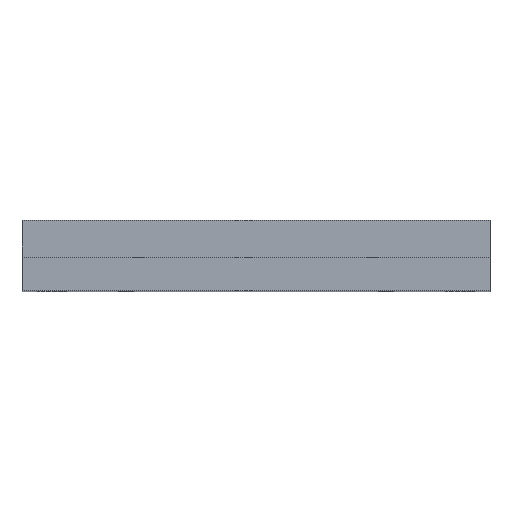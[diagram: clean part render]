
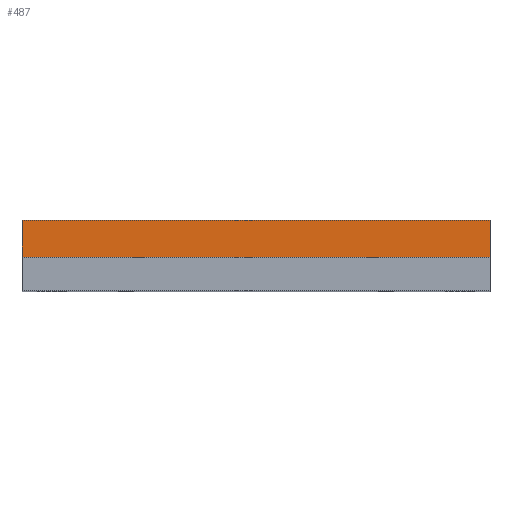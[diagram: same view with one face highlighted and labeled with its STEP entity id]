
A CAD part, top view. The second image highlights one B-rep face of the part: STEP entity #487.
In plain terms, the highlighted planar face has unit normal (0, 0, 1).
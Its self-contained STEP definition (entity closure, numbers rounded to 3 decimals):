
#45 = PLANE('',#46);
#46 = AXIS2_PLACEMENT_3D('',#47,#48,#49);
#47 = CARTESIAN_POINT('',(0.,497.2,
    316.826));
#48 = DIRECTION('',(0.,-1.,0.));
#49 = DIRECTION('',(1.,0.,0.));
#106 = PLANE('',#107);
#107 = AXIS2_PLACEMENT_3D('',#108,#109,#110);
#108 = CARTESIAN_POINT('',(0.,475.2,
    316.826));
#109 = DIRECTION('',(0.,-1.,0.));
#110 = DIRECTION('',(1.,0.,0.));
#487 = ADVANCED_FACE('',(#488),#502,.T.);
#488 = FACE_BOUND('',#489,.T.);
#489 = EDGE_LOOP('',(#490,#525,#548,#576));
#490 = ORIENTED_EDGE('',*,*,#491,.T.);
#491 = EDGE_CURVE('',#492,#494,#496,.T.);
#492 = VERTEX_POINT('',#493);
#493 = CARTESIAN_POINT('',(140.,475.2,
    504.326));
#494 = VERTEX_POINT('',#495);
#495 = CARTESIAN_POINT('',(140.,497.2,
    504.326));
#496 = SURFACE_CURVE('',#497,(#501,#513),.PCURVE_S1.);
#497 = LINE('',#498,#499);
#498 = CARTESIAN_POINT('',(140.,475.2,
    504.326));
#499 = VECTOR('',#500,1.);
#500 = DIRECTION('',(0.,1.,0.));
#501 = PCURVE('',#502,#507);
#502 = PLANE('',#503);
#503 = AXIS2_PLACEMENT_3D('',#504,#505,#506);
#504 = CARTESIAN_POINT('',(0.,497.2,
    504.326));
#505 = DIRECTION('',(0.,0.,1.));
#506 = DIRECTION('',(0.,-1.,0.));
#507 = DEFINITIONAL_REPRESENTATION('',(#508),#512);
#508 = LINE('',#509,#510);
#509 = CARTESIAN_POINT('',(22.,140.));
#510 = VECTOR('',#511,1.);
#511 = DIRECTION('',(-1.,0.));
#512 = ( GEOMETRIC_REPRESENTATION_CONTEXT(2) 
PARAMETRIC_REPRESENTATION_CONTEXT() REPRESENTATION_CONTEXT('2D SPACE',''
  ) );
#513 = PCURVE('',#514,#519);
#514 = PLANE('',#515);
#515 = AXIS2_PLACEMENT_3D('',#516,#517,#518);
#516 = CARTESIAN_POINT('',(140.,475.2,
    429.326));
#517 = DIRECTION('',(-1.,0.,0.));
#518 = DIRECTION('',(0.,0.,-1.));
#519 = DEFINITIONAL_REPRESENTATION('',(#520),#524);
#520 = LINE('',#521,#522);
#521 = CARTESIAN_POINT('',(-75.,0.));
#522 = VECTOR('',#523,1.);
#523 = DIRECTION('',(0.,-1.));
#524 = ( GEOMETRIC_REPRESENTATION_CONTEXT(2) 
PARAMETRIC_REPRESENTATION_CONTEXT() REPRESENTATION_CONTEXT('2D SPACE',''
  ) );
#525 = ORIENTED_EDGE('',*,*,#526,.T.);
#526 = EDGE_CURVE('',#494,#527,#529,.T.);
#527 = VERTEX_POINT('',#528);
#528 = CARTESIAN_POINT('',(-140.,497.2,504.326));
#529 = SURFACE_CURVE('',#530,(#534,#541),.PCURVE_S1.);
#530 = LINE('',#531,#532);
#531 = CARTESIAN_POINT('',(140.,497.2,
    504.326));
#532 = VECTOR('',#533,1.);
#533 = DIRECTION('',(-1.,0.,0.));
#534 = PCURVE('',#502,#535);
#535 = DEFINITIONAL_REPRESENTATION('',(#536),#540);
#536 = LINE('',#537,#538);
#537 = CARTESIAN_POINT('',(0.,140.));
#538 = VECTOR('',#539,1.);
#539 = DIRECTION('',(0.,-1.));
#540 = ( GEOMETRIC_REPRESENTATION_CONTEXT(2) 
PARAMETRIC_REPRESENTATION_CONTEXT() REPRESENTATION_CONTEXT('2D SPACE',''
  ) );
#541 = PCURVE('',#45,#542);
#542 = DEFINITIONAL_REPRESENTATION('',(#543),#547);
#543 = LINE('',#544,#545);
#544 = CARTESIAN_POINT('',(140.,187.5));
#545 = VECTOR('',#546,1.);
#546 = DIRECTION('',(-1.,0.));
#547 = ( GEOMETRIC_REPRESENTATION_CONTEXT(2) 
PARAMETRIC_REPRESENTATION_CONTEXT() REPRESENTATION_CONTEXT('2D SPACE',''
  ) );
#548 = ORIENTED_EDGE('',*,*,#549,.T.);
#549 = EDGE_CURVE('',#527,#550,#552,.T.);
#550 = VERTEX_POINT('',#551);
#551 = CARTESIAN_POINT('',(-140.,475.2,504.326));
#552 = SURFACE_CURVE('',#553,(#557,#564),.PCURVE_S1.);
#553 = LINE('',#554,#555);
#554 = CARTESIAN_POINT('',(-140.,497.2,504.326));
#555 = VECTOR('',#556,1.);
#556 = DIRECTION('',(0.,-1.,0.));
#557 = PCURVE('',#502,#558);
#558 = DEFINITIONAL_REPRESENTATION('',(#559),#563);
#559 = LINE('',#560,#561);
#560 = CARTESIAN_POINT('',(0.,-140.));
#561 = VECTOR('',#562,1.);
#562 = DIRECTION('',(1.,0.));
#563 = ( GEOMETRIC_REPRESENTATION_CONTEXT(2) 
PARAMETRIC_REPRESENTATION_CONTEXT() REPRESENTATION_CONTEXT('2D SPACE',''
  ) );
#564 = PCURVE('',#565,#570);
#565 = PLANE('',#566);
#566 = AXIS2_PLACEMENT_3D('',#567,#568,#569);
#567 = CARTESIAN_POINT('',(-140.,475.2,429.326));
#568 = DIRECTION('',(1.,0.,0.));
#569 = DIRECTION('',(0.,0.,1.));
#570 = DEFINITIONAL_REPRESENTATION('',(#571),#575);
#571 = LINE('',#572,#573);
#572 = CARTESIAN_POINT('',(75.,-22.));
#573 = VECTOR('',#574,1.);
#574 = DIRECTION('',(0.,1.));
#575 = ( GEOMETRIC_REPRESENTATION_CONTEXT(2) 
PARAMETRIC_REPRESENTATION_CONTEXT() REPRESENTATION_CONTEXT('2D SPACE',''
  ) );
#576 = ORIENTED_EDGE('',*,*,#577,.T.);
#577 = EDGE_CURVE('',#550,#492,#578,.T.);
#578 = SURFACE_CURVE('',#579,(#583,#590),.PCURVE_S1.);
#579 = LINE('',#580,#581);
#580 = CARTESIAN_POINT('',(-140.,475.2,504.326));
#581 = VECTOR('',#582,1.);
#582 = DIRECTION('',(1.,0.,0.));
#583 = PCURVE('',#502,#584);
#584 = DEFINITIONAL_REPRESENTATION('',(#585),#589);
#585 = LINE('',#586,#587);
#586 = CARTESIAN_POINT('',(22.,-140.));
#587 = VECTOR('',#588,1.);
#588 = DIRECTION('',(0.,1.));
#589 = ( GEOMETRIC_REPRESENTATION_CONTEXT(2) 
PARAMETRIC_REPRESENTATION_CONTEXT() REPRESENTATION_CONTEXT('2D SPACE',''
  ) );
#590 = PCURVE('',#106,#591);
#591 = DEFINITIONAL_REPRESENTATION('',(#592),#596);
#592 = LINE('',#593,#594);
#593 = CARTESIAN_POINT('',(-140.,187.5));
#594 = VECTOR('',#595,1.);
#595 = DIRECTION('',(1.,0.));
#596 = ( GEOMETRIC_REPRESENTATION_CONTEXT(2) 
PARAMETRIC_REPRESENTATION_CONTEXT() REPRESENTATION_CONTEXT('2D SPACE',''
  ) );
